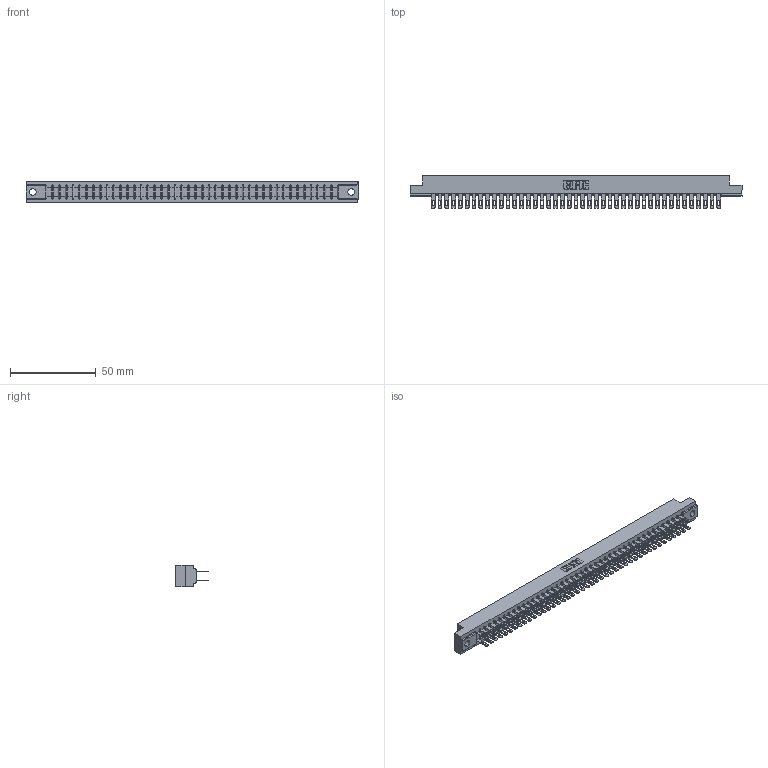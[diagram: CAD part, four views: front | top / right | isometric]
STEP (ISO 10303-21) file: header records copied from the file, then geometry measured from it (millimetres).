
FILE_DESCRIPTION (( 'STEP AP203' ), '1' );
FILE_NAME ('307-086-500-204.STEP', '2019-09-07T02:27:16', ( '' ), ( '' ), 'SwSTEP 2.0', 'SolidWorks 2016', '' );
FILE_SCHEMA (( 'CONFIG_CONTROL_DESIGN' ));
Length unit declared in the file: inch
Products named in the file (3): 307-290-001_500; 307 Part_.156 Dia Mounting Holes; 307-086-500-204
Assembly tree (87 placements, depth 2):
  307-086-500-204
    307 Part_.156 Dia Mounting Holes
    307-290-001_500  x86
Bounding box: 193.4 x 19.18 x 12.7 mm (x, y, z)
Volume: 20712.9 mm3; surface area: 26565.7 mm2
Topology: 87 solids, 87 shells, 4132 faces, 11539 edges, 7458 vertices
Faces by surface type: plane 2664, cylinder 1380, sphere 88
Entity records: 38508 total; most frequent: CARTESIAN_POINT 6301, ORIENTED_EDGE 6242, DIRECTION 6165, EDGE_CURVE 3121, LINE 2401, VECTOR 2401, VERTEX_POINT 2018, AXIS2_PLACEMENT_3D 1882
